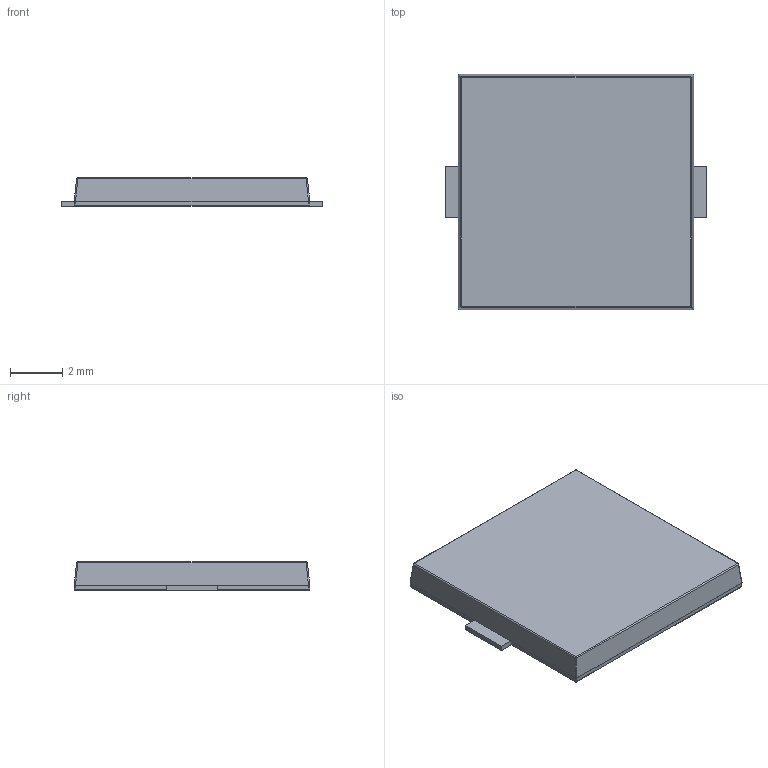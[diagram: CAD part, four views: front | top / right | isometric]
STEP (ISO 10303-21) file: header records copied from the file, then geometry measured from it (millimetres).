
FILE_DESCRIPTION(('Open CASCADE Model'),'2;1');
FILE_NAME('Open CASCADE Shape Model','2024-01-11T15:47:07',('Author'),( 'Open CASCADE'),'Open CASCADE STEP processor 7.5','Open CASCADE 7.5' ,'Unknown');
FILE_SCHEMA(('AUTOMOTIVE_DESIGN { 1 0 10303 214 1 1 1 1 }'));
Length unit declared in the file: millimetre
Products named in the file (4): SODFL1000X110-2N.step; Body; Open CASCADE STEP translator 7.5 1.1.1; lead
Assembly tree (4 placements, depth 3):
  SODFL1000X110-2N.step
    Body
      Open CASCADE STEP translator 7.5 1.1.1
    lead  x2
Bounding box: 10 x 9 x 1.1 mm (x, y, z)
Volume: 88.3 mm3; surface area: 206.8 mm2
Topology: 3 solids, 3 shells, 54 faces, 112 edges, 56 vertices
Faces by surface type: plane 22, cylinder 20, sphere 8, bspline 4
Entity records: 3204 total; most frequent: CARTESIAN_POINT 1329, DIRECTION 314, ORIENTED_EDGE 184, PCURVE 184, DEFINITIONAL_REPRESENTATION 184, LINE 168, VECTOR 168, EDGE_CURVE 92
